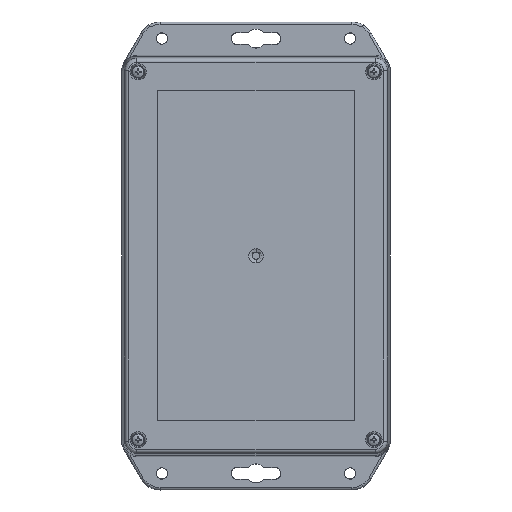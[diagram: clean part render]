
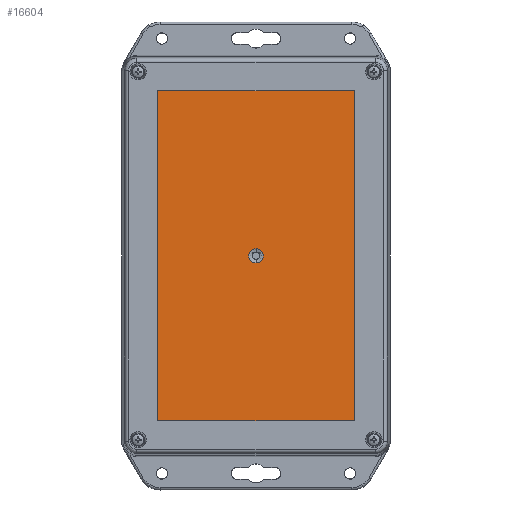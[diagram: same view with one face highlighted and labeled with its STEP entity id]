
A CAD part, top view. The second image highlights one B-rep face of the part: STEP entity #16604.
In plain terms, the highlighted planar face has unit normal (0, 0, 1).
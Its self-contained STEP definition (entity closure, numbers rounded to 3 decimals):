
#640=FACE_BOUND('',#3648,.T.);
#1457=PLANE('',#18045);
#2534=FACE_OUTER_BOUND('',#3647,.T.);
#3647=EDGE_LOOP('',(#13939,#13940,#13941,#13942));
#3648=EDGE_LOOP('',(#13943,#13944));
#4569=LINE('',#27283,#5750);
#4573=LINE('',#27291,#5754);
#4576=LINE('',#27297,#5757);
#4579=LINE('',#27302,#5760);
#5750=VECTOR('',#20397,10.);
#5754=VECTOR('',#20403,10.);
#5757=VECTOR('',#20408,10.);
#5760=VECTOR('',#20413,10.);
#6643=CIRCLE('',#17749,3.25);
#6649=CIRCLE('',#17756,3.25);
#7627=VERTEX_POINT('',#27281);
#7628=VERTEX_POINT('',#27282);
#7631=VERTEX_POINT('',#27290);
#7633=VERTEX_POINT('',#27296);
#7637=VERTEX_POINT('',#27323);
#7638=VERTEX_POINT('',#27328);
#9450=EDGE_CURVE('',#7627,#7628,#4569,.T.);
#9454=EDGE_CURVE('',#7631,#7627,#4573,.T.);
#9457=EDGE_CURVE('',#7633,#7631,#4576,.T.);
#9460=EDGE_CURVE('',#7628,#7633,#4579,.T.);
#9464=EDGE_CURVE('',#7637,#7638,#6643,.T.);
#9473=EDGE_CURVE('',#7638,#7637,#6649,.T.);
#13939=ORIENTED_EDGE('',*,*,#9454,.F.);
#13940=ORIENTED_EDGE('',*,*,#9457,.F.);
#13941=ORIENTED_EDGE('',*,*,#9460,.F.);
#13942=ORIENTED_EDGE('',*,*,#9450,.F.);
#13943=ORIENTED_EDGE('',*,*,#9473,.F.);
#13944=ORIENTED_EDGE('',*,*,#9464,.F.);
#16604=ADVANCED_FACE('',(#2534,#640),#1457,.T.);
#17749=AXIS2_PLACEMENT_3D('',#27329,#20417,#20418);
#17756=AXIS2_PLACEMENT_3D('',#27400,#20431,#20432);
#18045=AXIS2_PLACEMENT_3D('',#32638,#21261,#21262);
#20397=DIRECTION('',(0.,1.,0.));
#20403=DIRECTION('',(-1.,0.,0.));
#20408=DIRECTION('',(0.,-1.,0.));
#20413=DIRECTION('',(1.,0.,0.));
#20417=DIRECTION('center_axis',(0.,0.,1.));
#20418=DIRECTION('ref_axis',(1.,0.,0.));
#20431=DIRECTION('center_axis',(0.,0.,1.));
#20432=DIRECTION('ref_axis',(1.,0.,0.));
#21261=DIRECTION('center_axis',(0.,0.,1.));
#21262=DIRECTION('ref_axis',(1.,0.,0.));
#27281=CARTESIAN_POINT('',(-44.4,-74.5,44.666));
#27282=CARTESIAN_POINT('',(-44.4,74.5,44.666));
#27283=CARTESIAN_POINT('',(-44.4,-37.25,44.666));
#27290=CARTESIAN_POINT('',(44.4,-74.5,44.666));
#27291=CARTESIAN_POINT('',(22.2,-74.5,44.666));
#27296=CARTESIAN_POINT('',(44.4,74.5,44.666));
#27297=CARTESIAN_POINT('',(44.4,37.25,44.666));
#27302=CARTESIAN_POINT('',(-22.2,74.5,44.666));
#27323=CARTESIAN_POINT('',(0.,3.25,44.666));
#27328=CARTESIAN_POINT('',(0.,-3.25,44.666));
#27329=CARTESIAN_POINT('Origin',(0.,0.,
44.666));
#27400=CARTESIAN_POINT('Origin',(0.,0.,
44.666));
#32638=CARTESIAN_POINT('Origin',(0.,0.,
44.666));
